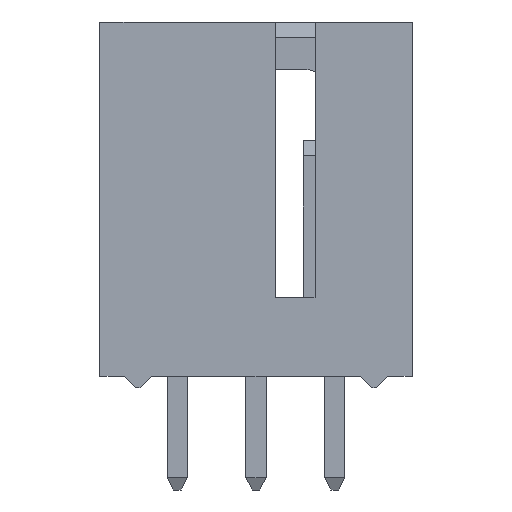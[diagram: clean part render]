
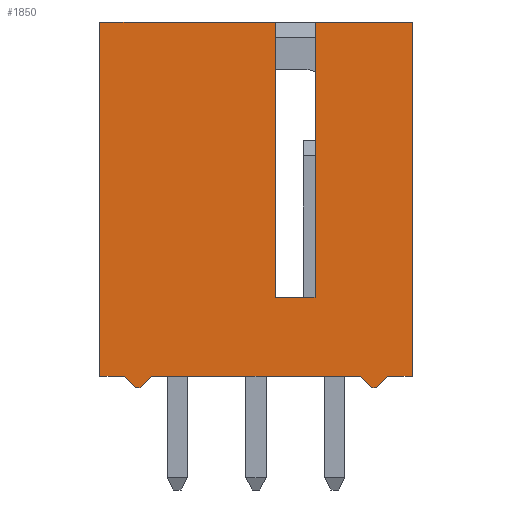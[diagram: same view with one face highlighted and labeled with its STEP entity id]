
A CAD part, front view. The second image highlights one B-rep face of the part: STEP entity #1850.
In plain terms, the highlighted planar face has unit normal (0, -1, 0).
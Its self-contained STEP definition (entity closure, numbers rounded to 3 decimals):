
#73=DIRECTION('',(1.,0.,0.));
#74=VECTOR('',#73,3.135);
#75=CARTESIAN_POINT('',(1.905,-2.55,0.));
#76=LINE('',#75,#74);
#205=DIRECTION('',(-0.707,0.,-0.707));
#206=VECTOR('',#205,0.537);
#207=CARTESIAN_POINT('',(-3.365,-2.55,-11.43));
#208=LINE('',#207,#206);
#209=DIRECTION('',(-1.,0.,0.));
#210=VECTOR('',#209,0.13);
#211=CARTESIAN_POINT('',(-3.745,-2.55,-11.81));
#212=LINE('',#211,#210);
#213=DIRECTION('',(-0.707,0.,0.707));
#214=VECTOR('',#213,0.537);
#215=CARTESIAN_POINT('',(-3.875,-2.55,-11.81));
#216=LINE('',#215,#214);
#217=DIRECTION('',(0.,0.,-1.));
#218=VECTOR('',#217,11.43);
#219=CARTESIAN_POINT('',(-5.04,-2.55,0.));
#220=LINE('',#219,#218);
#221=DIRECTION('',(1.,0.,0.));
#222=VECTOR('',#221,5.675);
#223=CARTESIAN_POINT('',(-5.04,-2.55,0.));
#224=LINE('',#223,#222);
#225=DIRECTION('',(0.,0.,-1.));
#226=VECTOR('',#225,8.89);
#227=CARTESIAN_POINT('',(0.635,-2.55,0.));
#228=LINE('',#227,#226);
#229=DIRECTION('',(1.,0.,0.));
#230=VECTOR('',#229,1.27);
#231=CARTESIAN_POINT('',(0.635,-2.55,-8.89));
#232=LINE('',#231,#230);
#233=DIRECTION('',(0.,0.,-1.));
#234=VECTOR('',#233,8.89);
#235=CARTESIAN_POINT('',(1.905,-2.55,0.));
#236=LINE('',#235,#234);
#237=DIRECTION('',(-0.707,0.,-0.707));
#238=VECTOR('',#237,0.537);
#239=CARTESIAN_POINT('',(4.255,-2.55,-11.43));
#240=LINE('',#239,#238);
#241=DIRECTION('',(-1.,0.,0.));
#242=VECTOR('',#241,0.13);
#243=CARTESIAN_POINT('',(3.875,-2.55,-11.81));
#244=LINE('',#243,#242);
#245=DIRECTION('',(-0.707,0.,0.707));
#246=VECTOR('',#245,0.537);
#247=CARTESIAN_POINT('',(3.745,-2.55,-11.81));
#248=LINE('',#247,#246);
#253=DIRECTION('',(1.,0.,0.));
#254=VECTOR('',#253,0.785);
#255=CARTESIAN_POINT('',(4.255,-2.55,-11.43));
#256=LINE('',#255,#254);
#285=DIRECTION('',(1.,0.,0.));
#286=VECTOR('',#285,6.73);
#287=CARTESIAN_POINT('',(-3.365,-2.55,-11.43));
#288=LINE('',#287,#286);
#325=DIRECTION('',(1.,0.,0.));
#326=VECTOR('',#325,0.785);
#327=CARTESIAN_POINT('',(-5.04,-2.55,-11.43));
#328=LINE('',#327,#326);
#485=DIRECTION('',(0.,0.,-1.));
#486=VECTOR('',#485,11.43);
#487=CARTESIAN_POINT('',(5.04,-2.55,0.));
#488=LINE('',#487,#486);
#1166=CARTESIAN_POINT('',(-5.04,-2.55,0.));
#1168=VERTEX_POINT('',#1166);
#1174=CARTESIAN_POINT('',(-5.04,-2.55,-11.43));
#1176=VERTEX_POINT('',#1174);
#1189=CARTESIAN_POINT('',(5.04,-2.55,0.));
#1191=VERTEX_POINT('',#1189);
#1205=CARTESIAN_POINT('',(5.04,-2.55,-11.43));
#1207=VERTEX_POINT('',#1205);
#1247=CARTESIAN_POINT('',(0.635,-2.55,-8.89));
#1248=CARTESIAN_POINT('',(1.905,-2.55,-8.89));
#1249=VERTEX_POINT('',#1247);
#1250=VERTEX_POINT('',#1248);
#1251=CARTESIAN_POINT('',(0.635,-2.55,0.));
#1252=VERTEX_POINT('',#1251);
#1253=CARTESIAN_POINT('',(1.905,-2.55,0.));
#1254=VERTEX_POINT('',#1253);
#1345=CARTESIAN_POINT('',(3.875,-2.55,-11.81));
#1346=CARTESIAN_POINT('',(3.745,-2.55,-11.81));
#1347=VERTEX_POINT('',#1345);
#1348=VERTEX_POINT('',#1346);
#1349=CARTESIAN_POINT('',(4.255,-2.55,-11.43));
#1351=VERTEX_POINT('',#1349);
#1353=CARTESIAN_POINT('',(3.365,-2.55,-11.43));
#1355=VERTEX_POINT('',#1353);
#1361=CARTESIAN_POINT('',(-3.745,-2.55,-11.81));
#1362=CARTESIAN_POINT('',(-3.875,-2.55,-11.81));
#1363=VERTEX_POINT('',#1361);
#1364=VERTEX_POINT('',#1362);
#1369=CARTESIAN_POINT('',(-3.365,-2.55,-11.43));
#1370=VERTEX_POINT('',#1369);
#1371=CARTESIAN_POINT('',(-4.255,-2.55,-11.43));
#1372=VERTEX_POINT('',#1371);
#1814=CARTESIAN_POINT('',(-5.04,-2.55,0.));
#1815=DIRECTION('',(0.,-1.,0.));
#1816=DIRECTION('',(1.,0.,0.));
#1817=AXIS2_PLACEMENT_3D('',#1814,#1815,#1816);
#1818=PLANE('',#1817);
#1820=ORIENTED_EDGE('',*,*,#1819,.F.);
#1822=ORIENTED_EDGE('',*,*,#1821,.T.);
#1824=ORIENTED_EDGE('',*,*,#1823,.T.);
#1826=ORIENTED_EDGE('',*,*,#1825,.T.);
#1828=ORIENTED_EDGE('',*,*,#1827,.F.);
#1830=ORIENTED_EDGE('',*,*,#1829,.F.);
#1831=ORIENTED_EDGE('',*,*,#1540,.T.);
#1833=ORIENTED_EDGE('',*,*,#1832,.T.);
#1835=ORIENTED_EDGE('',*,*,#1834,.T.);
#1836=ORIENTED_EDGE('',*,*,#1805,.F.);
#1837=ORIENTED_EDGE('',*,*,#1572,.T.);
#1839=ORIENTED_EDGE('',*,*,#1838,.T.);
#1841=ORIENTED_EDGE('',*,*,#1840,.F.);
#1843=ORIENTED_EDGE('',*,*,#1842,.T.);
#1845=ORIENTED_EDGE('',*,*,#1844,.T.);
#1847=ORIENTED_EDGE('',*,*,#1846,.T.);
#1848=EDGE_LOOP('',(#1820,#1822,#1824,#1826,#1828,#1830,#1831,#1833,#1835,#1836,
#1837,#1839,#1841,#1843,#1845,#1847));
#1849=FACE_OUTER_BOUND('',#1848,.F.);
#1850=ADVANCED_FACE('',(#1849),#1818,.T.);
#1540=EDGE_CURVE('',#1168,#1252,#224,.T.);
#1572=EDGE_CURVE('',#1254,#1191,#76,.T.);
#1805=EDGE_CURVE('',#1254,#1250,#236,.T.);
#1819=EDGE_CURVE('',#1370,#1355,#288,.T.);
#1821=EDGE_CURVE('',#1370,#1363,#208,.T.);
#1823=EDGE_CURVE('',#1363,#1364,#212,.T.);
#1825=EDGE_CURVE('',#1364,#1372,#216,.T.);
#1827=EDGE_CURVE('',#1176,#1372,#328,.T.);
#1829=EDGE_CURVE('',#1168,#1176,#220,.T.);
#1832=EDGE_CURVE('',#1252,#1249,#228,.T.);
#1834=EDGE_CURVE('',#1249,#1250,#232,.T.);
#1838=EDGE_CURVE('',#1191,#1207,#488,.T.);
#1840=EDGE_CURVE('',#1351,#1207,#256,.T.);
#1842=EDGE_CURVE('',#1351,#1347,#240,.T.);
#1844=EDGE_CURVE('',#1347,#1348,#244,.T.);
#1846=EDGE_CURVE('',#1348,#1355,#248,.T.);
